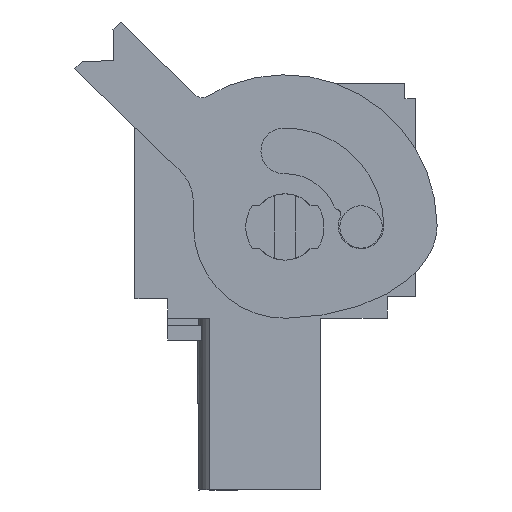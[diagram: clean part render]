
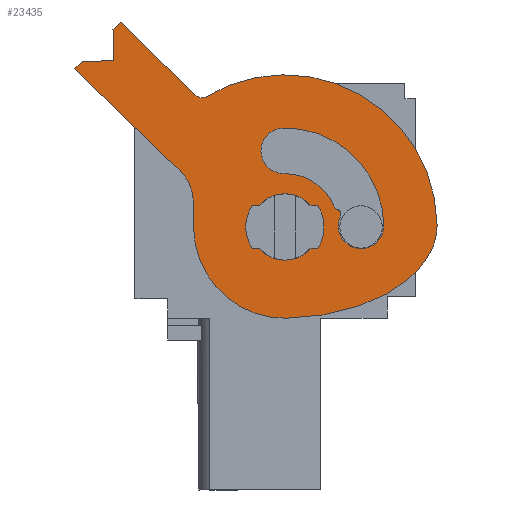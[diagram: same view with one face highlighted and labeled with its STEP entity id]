
A CAD part, left-side view. The second image highlights one B-rep face of the part: STEP entity #23435.
In plain terms, the highlighted planar face has unit normal (-1, 0, 0).
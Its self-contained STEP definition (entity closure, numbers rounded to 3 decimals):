
#22774=AXIS2_PLACEMENT_3D('Circle Axis2P3D',#22772,#22773,$) ;
#22977=AXIS2_PLACEMENT_3D('Circle Axis2P3D',#22975,#22976,$) ;
#23008=AXIS2_PLACEMENT_3D('Circle Axis2P3D',#23006,#23007,$) ;
#23161=AXIS2_PLACEMENT_3D('Circle Axis2P3D',#23159,#23160,$) ;
#23192=AXIS2_PLACEMENT_3D('Circle Axis2P3D',#23190,#23191,$) ;
#23216=AXIS2_PLACEMENT_3D('Circle Axis2P3D',#23214,#23215,$) ;
#23240=AXIS2_PLACEMENT_3D('Circle Axis2P3D',#23238,#23239,$) ;
#23264=AXIS2_PLACEMENT_3D('Circle Axis2P3D',#23262,#23263,$) ;
#23281=AXIS2_PLACEMENT_3D('Circle Axis2P3D',#23279,#23280,$) ;
#23298=AXIS2_PLACEMENT_3D('Circle Axis2P3D',#23296,#23297,$) ;
#23346=AXIS2_PLACEMENT_3D('Circle Axis2P3D',#23344,#23345,$) ;
#23402=AXIS2_PLACEMENT_3D('Plane Axis2P3D',#23399,#23400,#23401) ;
#23420=AXIS2_PLACEMENT_3D('Circle Axis2P3D',#23418,#23419,$) ;
#22769=CARTESIAN_POINT('Vertex',(0.5,6.999,13.625)) ;
#22772=CARTESIAN_POINT('Axis2P3D Location',(0.5,6.999,12.1)) ;
#22776=CARTESIAN_POINT('Vertex',(0.5,6.999,10.575)) ;
#22972=CARTESIAN_POINT('Vertex',(0.5,10.607,18.099)) ;
#22975=CARTESIAN_POINT('Axis2P3D Location',(0.5,6.999,12.1)) ;
#22979=CARTESIAN_POINT('Vertex',(0.5,0.,12.21)) ;
#23003=CARTESIAN_POINT('Vertex',(0.5,6.933,7.901)) ;
#23006=CARTESIAN_POINT('Axis2P3D Location',(0.5,6.999,12.1)) ;
#23010=CARTESIAN_POINT('Vertex',(0.5,11.198,12.034)) ;
#23034=CARTESIAN_POINT('Vertex',(0.5,16.66,19.374)) ;
#23037=CARTESIAN_POINT('Line Origine',(0.5,16.492,19.547)) ;
#23041=CARTESIAN_POINT('Vertex',(0.5,16.324,19.72)) ;
#23061=CARTESIAN_POINT('Line Origine',(0.5,15.605,19.732)) ;
#23065=CARTESIAN_POINT('Vertex',(0.5,14.886,19.743)) ;
#23085=CARTESIAN_POINT('Line Origine',(0.5,14.897,20.462)) ;
#23089=CARTESIAN_POINT('Vertex',(0.5,14.909,21.181)) ;
#23104=CARTESIAN_POINT('Line Origine',(0.5,14.741,21.355)) ;
#23108=CARTESIAN_POINT('Vertex',(0.5,14.573,21.528)) ;
#23128=CARTESIAN_POINT('Line Origine',(0.5,12.832,19.841)) ;
#23132=CARTESIAN_POINT('Vertex',(0.5,11.091,18.154)) ;
#23156=CARTESIAN_POINT('Vertex',(0.5,7.038,14.55)) ;
#23159=CARTESIAN_POINT('Axis2P3D Location',(0.5,6.999,12.1)) ;
#23163=CARTESIAN_POINT('Vertex',(0.5,4.727,13.018)) ;
#23187=CARTESIAN_POINT('Vertex',(0.5,4.583,12.897)) ;
#23190=CARTESIAN_POINT('Axis2P3D Location',(0.5,4.624,12.701)) ;
#23194=CARTESIAN_POINT('Vertex',(0.5,4.444,12.614)) ;
#23214=CARTESIAN_POINT('Axis2P3D Location',(0.5,4.542,13.093)) ;
#23235=CARTESIAN_POINT('Vertex',(0.5,7.071,16.649)) ;
#23238=CARTESIAN_POINT('Axis2P3D Location',(0.5,7.054,15.6)) ;
#23259=CARTESIAN_POINT('Vertex',(0.5,2.45,12.172)) ;
#23262=CARTESIAN_POINT('Axis2P3D Location',(0.5,6.999,12.1)) ;
#23279=CARTESIAN_POINT('Axis2P3D Location',(0.5,3.499,12.155)) ;
#23296=CARTESIAN_POINT('Axis2P3D Location',(0.5,10.813,18.442)) ;
#23317=CARTESIAN_POINT('Vertex',(0.5,11.826,14.689)) ;
#23320=CARTESIAN_POINT('Line Origine',(0.5,14.243,17.031)) ;
#23341=CARTESIAN_POINT('Vertex',(0.5,11.218,13.284)) ;
#23344=CARTESIAN_POINT('Axis2P3D Location',(0.5,13.218,13.253)) ;
#23361=CARTESIAN_POINT('Line Origine',(0.5,11.208,12.659)) ;
#23382=CARTESIAN_POINT('Control Point',(0.5,6.933,7.901)) ;
#23383=CARTESIAN_POINT('Control Point',(0.5,5.853,7.917)) ;
#23384=CARTESIAN_POINT('Control Point',(0.5,4.775,8.059)) ;
#23385=CARTESIAN_POINT('Control Point',(0.5,3.734,8.326)) ;
#23386=CARTESIAN_POINT('Control Point',(0.5,1.928,9.07)) ;
#23387=CARTESIAN_POINT('Control Point',(0.5,0.648,10.227)) ;
#23388=CARTESIAN_POINT('Control Point',(0.5,0.205,10.857)) ;
#23389=CARTESIAN_POINT('Control Point',(0.5,-0.011,11.535)) ;
#23390=CARTESIAN_POINT('Control Point',(0.5,0.,12.21)) ;
#23399=CARTESIAN_POINT('Axis2P3D Location',(0.5,8.399,24.2)) ;
#23418=CARTESIAN_POINT('Axis2P3D Location',(0.5,6.999,12.1)) ;
#22773=DIRECTION('Axis2P3D Direction',(-1.,0.,0.)) ;
#22976=DIRECTION('Axis2P3D Direction',(-1.,0.,0.)) ;
#23007=DIRECTION('Axis2P3D Direction',(-1.,0.,0.)) ;
#23038=DIRECTION('Vector Direction',(0.,-0.696,0.718)) ;
#23062=DIRECTION('Vector Direction',(0.,-1.,0.016)) ;
#23086=DIRECTION('Vector Direction',(0.,0.016,1.)) ;
#23105=DIRECTION('Vector Direction',(0.,-0.696,0.718)) ;
#23129=DIRECTION('Vector Direction',(0.,-0.718,-0.696)) ;
#23160=DIRECTION('Axis2P3D Direction',(-1.,0.,0.)) ;
#23191=DIRECTION('Axis2P3D Direction',(-1.,0.,0.)) ;
#23215=DIRECTION('Axis2P3D Direction',(-1.,0.,0.)) ;
#23239=DIRECTION('Axis2P3D Direction',(-1.,0.,0.)) ;
#23263=DIRECTION('Axis2P3D Direction',(-1.,0.,0.)) ;
#23280=DIRECTION('Axis2P3D Direction',(-1.,0.,0.)) ;
#23297=DIRECTION('Axis2P3D Direction',(-1.,0.,0.)) ;
#23321=DIRECTION('Vector Direction',(0.,-0.718,-0.696)) ;
#23345=DIRECTION('Axis2P3D Direction',(-1.,0.,0.)) ;
#23362=DIRECTION('Vector Direction',(0.,-0.016,-1.)) ;
#23400=DIRECTION('Axis2P3D Direction',(1.,0.,0.)) ;
#23401=DIRECTION('Axis2P3D XDirection',(0.,0.,-1.)) ;
#23419=DIRECTION('Axis2P3D Direction',(1.,0.,0.)) ;
#23039=VECTOR('Line Direction',#23038,1.) ;
#23063=VECTOR('Line Direction',#23062,1.) ;
#23087=VECTOR('Line Direction',#23086,1.) ;
#23106=VECTOR('Line Direction',#23105,1.) ;
#23130=VECTOR('Line Direction',#23129,1.) ;
#23322=VECTOR('Line Direction',#23321,1.) ;
#23363=VECTOR('Line Direction',#23362,1.) ;
#23405=ORIENTED_EDGE('',*,*,#23391,.T.) ;
#23406=ORIENTED_EDGE('',*,*,#22981,.F.) ;
#23407=ORIENTED_EDGE('',*,*,#23300,.T.) ;
#23408=ORIENTED_EDGE('',*,*,#23134,.F.) ;
#23409=ORIENTED_EDGE('',*,*,#23110,.F.) ;
#23410=ORIENTED_EDGE('',*,*,#23091,.F.) ;
#23411=ORIENTED_EDGE('',*,*,#23067,.F.) ;
#23412=ORIENTED_EDGE('',*,*,#23043,.F.) ;
#23413=ORIENTED_EDGE('',*,*,#23324,.T.) ;
#23414=ORIENTED_EDGE('',*,*,#23348,.T.) ;
#23415=ORIENTED_EDGE('',*,*,#23365,.T.) ;
#23416=ORIENTED_EDGE('',*,*,#23012,.F.) ;
#23424=ORIENTED_EDGE('',*,*,#23422,.T.) ;
#23425=ORIENTED_EDGE('',*,*,#22778,.T.) ;
#23428=ORIENTED_EDGE('',*,*,#23266,.T.) ;
#23429=ORIENTED_EDGE('',*,*,#23283,.T.) ;
#23430=ORIENTED_EDGE('',*,*,#23196,.F.) ;
#23431=ORIENTED_EDGE('',*,*,#23218,.T.) ;
#23432=ORIENTED_EDGE('',*,*,#23165,.F.) ;
#23433=ORIENTED_EDGE('',*,*,#23242,.T.) ;
#23426=FACE_BOUND('',#23423,.T.) ;
#23434=FACE_BOUND('',#23427,.T.) ;
#23435=ADVANCED_FACE('L\X2\00F6\X0\sehebel.2',(#23417,#23426,#23434),#23403,.F.) ;
#23381=B_SPLINE_CURVE_WITH_KNOTS('',5,(#23382,#23383,#23384,#23385,#23386,#23387,#23388,#23389,#23390),.UNSPECIFIED.,.F.,.U.,(6,3,6),(0.,8.296,15.673),.UNSPECIFIED.) ;
#22775=CIRCLE('generated circle',#22774,1.525) ;
#22978=CIRCLE('generated circle',#22977,7.) ;
#23009=CIRCLE('generated circle',#23008,4.2) ;
#23162=CIRCLE('generated circle',#23161,2.45) ;
#23193=CIRCLE('generated circle',#23192,0.2) ;
#23217=CIRCLE('generated circle',#23216,0.2) ;
#23241=CIRCLE('generated circle',#23240,1.05) ;
#23265=CIRCLE('generated circle',#23264,4.55) ;
#23282=CIRCLE('generated circle',#23281,1.05) ;
#23299=CIRCLE('generated circle',#23298,0.4) ;
#23347=CIRCLE('generated circle',#23346,2.) ;
#23421=CIRCLE('generated circle',#23420,1.525) ;
#22778=EDGE_CURVE('',#22777,#22770,#22775,.F.) ;
#22981=EDGE_CURVE('',#22973,#22980,#22978,.F.) ;
#23012=EDGE_CURVE('',#23004,#23011,#23009,.F.) ;
#23043=EDGE_CURVE('',#23035,#23042,#23040,.T.) ;
#23067=EDGE_CURVE('',#23042,#23066,#23064,.T.) ;
#23091=EDGE_CURVE('',#23066,#23090,#23088,.T.) ;
#23110=EDGE_CURVE('',#23090,#23109,#23107,.T.) ;
#23134=EDGE_CURVE('',#23109,#23133,#23131,.T.) ;
#23165=EDGE_CURVE('',#23157,#23164,#23162,.F.) ;
#23196=EDGE_CURVE('',#23188,#23195,#23193,.F.) ;
#23218=EDGE_CURVE('',#23188,#23164,#23217,.F.) ;
#23242=EDGE_CURVE('',#23157,#23236,#23241,.F.) ;
#23266=EDGE_CURVE('',#23236,#23260,#23265,.F.) ;
#23283=EDGE_CURVE('',#23260,#23195,#23282,.F.) ;
#23300=EDGE_CURVE('',#22973,#23133,#23299,.F.) ;
#23324=EDGE_CURVE('',#23035,#23318,#23323,.T.) ;
#23348=EDGE_CURVE('',#23318,#23342,#23347,.F.) ;
#23365=EDGE_CURVE('',#23342,#23011,#23364,.T.) ;
#23391=EDGE_CURVE('',#23004,#22980,#23381,.T.) ;
#23422=EDGE_CURVE('',#22770,#22777,#23421,.T.) ;
#23404=EDGE_LOOP('',(#23405,#23406,#23407,#23408,#23409,#23410,#23411,#23412,#23413,#23414,#23415,#23416)) ;
#23423=EDGE_LOOP('',(#23424,#23425)) ;
#23427=EDGE_LOOP('',(#23428,#23429,#23430,#23431,#23432,#23433)) ;
#23417=FACE_OUTER_BOUND('',#23404,.T.) ;
#23040=LINE('Line',#23037,#23039) ;
#23064=LINE('Line',#23061,#23063) ;
#23088=LINE('Line',#23085,#23087) ;
#23107=LINE('Line',#23104,#23106) ;
#23131=LINE('Line',#23128,#23130) ;
#23323=LINE('Line',#23320,#23322) ;
#23364=LINE('Line',#23361,#23363) ;
#23403=PLANE('',#23402) ;
#22770=VERTEX_POINT('',#22769) ;
#22777=VERTEX_POINT('',#22776) ;
#22973=VERTEX_POINT('',#22972) ;
#22980=VERTEX_POINT('',#22979) ;
#23004=VERTEX_POINT('',#23003) ;
#23011=VERTEX_POINT('',#23010) ;
#23035=VERTEX_POINT('',#23034) ;
#23042=VERTEX_POINT('',#23041) ;
#23066=VERTEX_POINT('',#23065) ;
#23090=VERTEX_POINT('',#23089) ;
#23109=VERTEX_POINT('',#23108) ;
#23133=VERTEX_POINT('',#23132) ;
#23157=VERTEX_POINT('',#23156) ;
#23164=VERTEX_POINT('',#23163) ;
#23188=VERTEX_POINT('',#23187) ;
#23195=VERTEX_POINT('',#23194) ;
#23236=VERTEX_POINT('',#23235) ;
#23260=VERTEX_POINT('',#23259) ;
#23318=VERTEX_POINT('',#23317) ;
#23342=VERTEX_POINT('',#23341) ;
